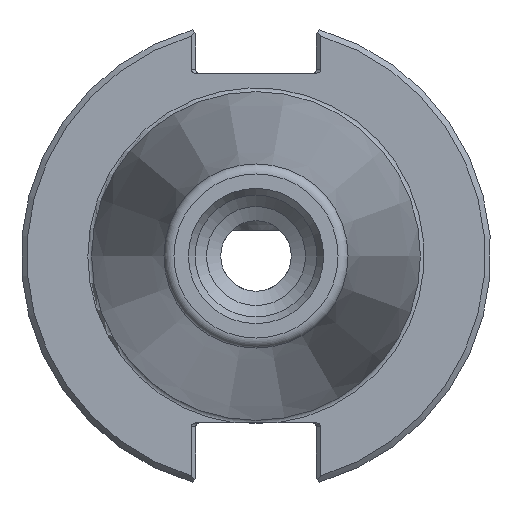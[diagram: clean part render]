
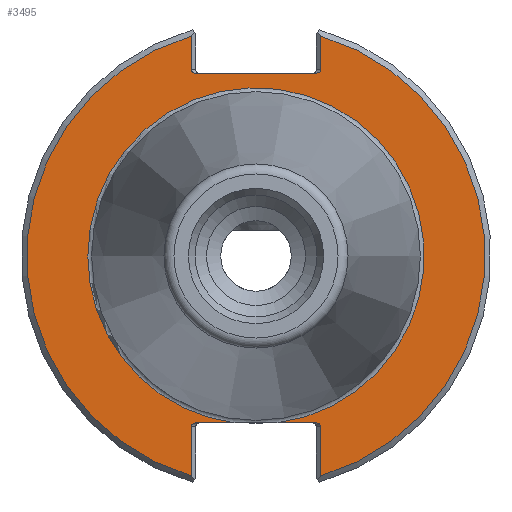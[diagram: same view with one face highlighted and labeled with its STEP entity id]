
A CAD part, left-side view. The second image highlights one B-rep face of the part: STEP entity #3495.
In plain terms, the highlighted planar face has unit normal (-1, 0, 0).
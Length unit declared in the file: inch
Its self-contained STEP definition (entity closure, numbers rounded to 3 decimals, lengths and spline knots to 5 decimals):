
#2553=CARTESIAN_POINT('',(0.125,0.345,0.992));
#2554=VERTEX_POINT('',#2553);
#2561=CARTESIAN_POINT('',(0.125,0.31672,0.972));
#2562=VERTEX_POINT('',#2561);
#2563=CARTESIAN_POINT('',(0.125,0.31672,0.992));
#2564=DIRECTION('',(-1.0,0.0,0.0));
#2565=DIRECTION('',(0.0,1.0,0.0));
#2566=AXIS2_PLACEMENT_3D('',#2563,#2564,#2565);
#2567=ELLIPSE('',#2566,0.02828,0.02);
#2568=EDGE_CURVE('',#2554,#2562,#2567,.T.);
#2653=CARTESIAN_POINT('',(0.125,0.345,1.1702));
#2654=VERTEX_POINT('',#2653);
#2661=CARTESIAN_POINT('',(0.125,0.345,1.1702));
#2662=DIRECTION('',(0.0,0.0,-1.0));
#2663=VECTOR('',#2662,0.1782);
#2664=LINE('',#2661,#2663);
#2665=EDGE_CURVE('',#2654,#2554,#2664,.T.);
#2765=CARTESIAN_POINT('',(0.125,-0.31672,0.972));
#2766=VERTEX_POINT('',#2765);
#2773=CARTESIAN_POINT('',(0.125,-0.345,0.992));
#2774=VERTEX_POINT('',#2773);
#2775=CARTESIAN_POINT('',(0.125,-0.31672,0.992));
#2776=DIRECTION('',(-1.0,0.0,0.0));
#2777=DIRECTION('',(0.0,-1.0,0.0));
#2778=AXIS2_PLACEMENT_3D('',#2775,#2776,#2777);
#2779=ELLIPSE('',#2778,0.02828,0.02);
#2780=EDGE_CURVE('',#2766,#2774,#2779,.T.);
#2830=CARTESIAN_POINT('',(0.125,-0.345,1.1702));
#2831=VERTEX_POINT('',#2830);
#2832=CARTESIAN_POINT('',(0.125,-0.345,0.992));
#2833=DIRECTION('',(0.0,0.0,1.0));
#2834=VECTOR('',#2833,0.1782);
#2835=LINE('',#2832,#2834);
#2836=EDGE_CURVE('',#2774,#2831,#2835,.T.);
#2854=CARTESIAN_POINT('',(0.125,-0.345,-0.908));
#2855=VERTEX_POINT('',#2854);
#2856=CARTESIAN_POINT('',(0.125,-0.31672,-0.888));
#2857=VERTEX_POINT('',#2856);
#2858=CARTESIAN_POINT('',(0.125,-0.31672,-0.908));
#2859=DIRECTION('',(-1.0,0.0,0.0));
#2860=DIRECTION('',(0.0,-1.0,0.0));
#2861=AXIS2_PLACEMENT_3D('',#2858,#2859,#2860);
#2862=ELLIPSE('',#2861,0.02828,0.02);
#2863=EDGE_CURVE('',#2855,#2857,#2862,.T.);
#2961=CARTESIAN_POINT('',(0.125,-0.345,-1.1702));
#2962=VERTEX_POINT('',#2961);
#2969=CARTESIAN_POINT('',(0.125,-0.345,-1.1702));
#2970=DIRECTION('',(0.0,0.0,1.0));
#2971=VECTOR('',#2970,0.2622);
#2972=LINE('',#2969,#2971);
#2973=EDGE_CURVE('',#2962,#2855,#2972,.T.);
#3073=CARTESIAN_POINT('',(0.125,0.31672,-0.888));
#3074=VERTEX_POINT('',#3073);
#3081=CARTESIAN_POINT('',(0.125,0.345,-0.908));
#3082=VERTEX_POINT('',#3081);
#3083=CARTESIAN_POINT('',(0.125,0.31672,-0.908));
#3084=DIRECTION('',(-1.0,0.0,0.0));
#3085=DIRECTION('',(0.0,1.0,0.0));
#3086=AXIS2_PLACEMENT_3D('',#3083,#3084,#3085);
#3087=ELLIPSE('',#3086,0.02828,0.02);
#3088=EDGE_CURVE('',#3074,#3082,#3087,.T.);
#3138=CARTESIAN_POINT('',(0.125,0.345,-1.1702));
#3139=VERTEX_POINT('',#3138);
#3140=CARTESIAN_POINT('',(0.125,0.345,-0.908));
#3141=DIRECTION('',(0.0,0.0,-1.0));
#3142=VECTOR('',#3141,0.2622);
#3143=LINE('',#3140,#3142);
#3144=EDGE_CURVE('',#3082,#3139,#3143,.T.);
#3211=CARTESIAN_POINT('',(0.125,0.31672,0.972));
#3212=DIRECTION('',(0.0,-1.0,0.0));
#3213=VECTOR('',#3212,0.63343);
#3214=LINE('',#3211,#3213);
#3215=EDGE_CURVE('',#2562,#2766,#3214,.T.);
#3413=CARTESIAN_POINT('',(0.125,-0.11172,-0.888));
#3414=VERTEX_POINT('',#3413);
#3415=CARTESIAN_POINT('',(0.125,0.11172,-0.888));
#3416=VERTEX_POINT('',#3415);
#3431=CARTESIAN_POINT('',(0.125,0.,0.0));
#3432=DIRECTION('',(-1.0,0.0,0.0));
#3433=DIRECTION('',(0.0,-1.0,0.0));
#3434=AXIS2_PLACEMENT_3D('',#3431,#3432,#3433);
#3435=CIRCLE('',#3434,0.895);
#3436=EDGE_CURVE('',#3414,#3416,#3435,.T.);
#3452=CARTESIAN_POINT('',(0.125,1.0625,0.0));
#3453=DIRECTION('',(-1.0,0.0,0.0));
#3454=DIRECTION('',(0.0,0.0,1.0));
#3455=AXIS2_PLACEMENT_3D('',#3452,#3453,#3454);
#3456=PLANE('',#3455);
#3457=ORIENTED_EDGE('',*,*,#3436,.F.);
#3458=CARTESIAN_POINT('',(0.125,-0.31672,-0.888));
#3459=DIRECTION('',(0.0,1.0,0.0));
#3460=VECTOR('',#3459,0.205);
#3461=LINE('',#3458,#3460);
#3462=EDGE_CURVE('',#2857,#3414,#3461,.T.);
#3463=ORIENTED_EDGE('',*,*,#3462,.F.);
#3464=ORIENTED_EDGE('',*,*,#2863,.F.);
#3465=ORIENTED_EDGE('',*,*,#2973,.F.);
#3466=CARTESIAN_POINT('',(0.125,0.,0.0));
#3467=DIRECTION('',(1.0,0.0,0.0));
#3468=DIRECTION('',(0.0,-1.0,0.0));
#3469=AXIS2_PLACEMENT_3D('',#3466,#3467,#3468);
#3470=CIRCLE('',#3469,1.22);
#3471=EDGE_CURVE('',#2831,#2962,#3470,.T.);
#3472=ORIENTED_EDGE('',*,*,#3471,.F.);
#3473=ORIENTED_EDGE('',*,*,#2836,.F.);
#3474=ORIENTED_EDGE('',*,*,#2780,.F.);
#3475=ORIENTED_EDGE('',*,*,#3215,.F.);
#3476=ORIENTED_EDGE('',*,*,#2568,.F.);
#3477=ORIENTED_EDGE('',*,*,#2665,.F.);
#3478=CARTESIAN_POINT('',(0.125,0.,0.0));
#3479=DIRECTION('',(1.0,0.0,0.0));
#3480=DIRECTION('',(0.0,1.0,0.0));
#3481=AXIS2_PLACEMENT_3D('',#3478,#3479,#3480);
#3482=CIRCLE('',#3481,1.22);
#3483=EDGE_CURVE('',#3139,#2654,#3482,.T.);
#3484=ORIENTED_EDGE('',*,*,#3483,.F.);
#3485=ORIENTED_EDGE('',*,*,#3144,.F.);
#3486=ORIENTED_EDGE('',*,*,#3088,.F.);
#3487=CARTESIAN_POINT('',(0.125,0.11172,-0.888));
#3488=DIRECTION('',(0.0,1.0,0.0));
#3489=VECTOR('',#3488,0.205);
#3490=LINE('',#3487,#3489);
#3491=EDGE_CURVE('',#3416,#3074,#3490,.T.);
#3492=ORIENTED_EDGE('',*,*,#3491,.F.);
#3493=EDGE_LOOP('',(#3457,#3463,#3464,#3465,#3472,#3473,#3474,#3475,#3476,#3477,#3484,#3485,#3486,#3492));
#3494=FACE_OUTER_BOUND('',#3493,.T.);
#3495=ADVANCED_FACE('',(#3494),#3456,.T.);
